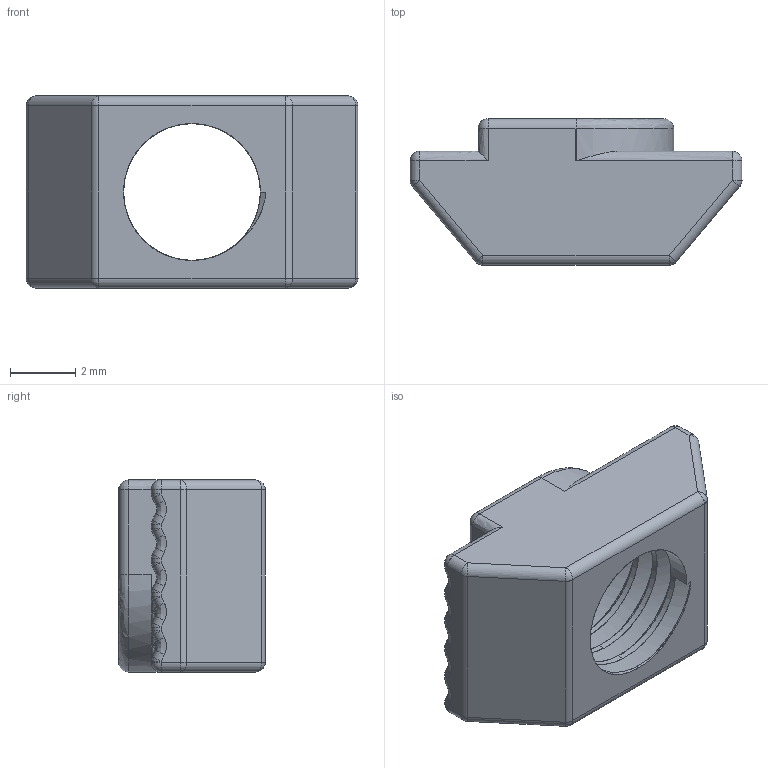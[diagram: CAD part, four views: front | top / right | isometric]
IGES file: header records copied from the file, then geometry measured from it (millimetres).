
Start section: SolidWorks IGES file using analytic representation for surfaces
Global section: file name: Ò-Ãàéêà 6 ïàç.IGS; native system: SolidWorks 2019; preprocessor: SolidWorks 2019; author: Êîíñòðóêòîð; date: 190212.112556; units: millimetre
Bounding box: 10.2 x 4.5 x 5.9 mm (x, y, z)
Surface area: 287.2 mm2 (no closed solid volume)
Topology: 0 solids, 0 shells, 213 faces, 1941 edges, 2375 vertices
Faces by surface type: revolution 142, bspline 71
